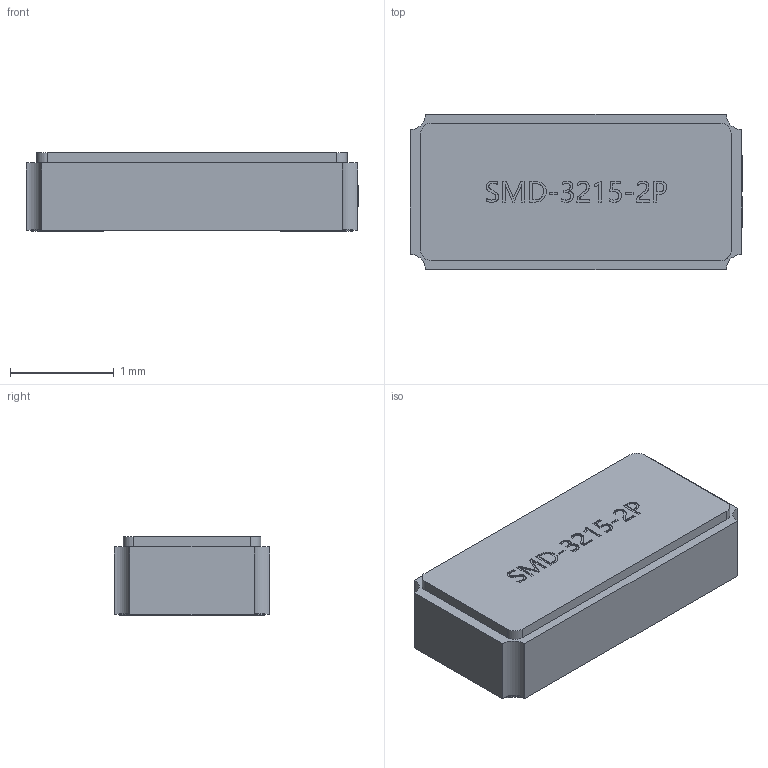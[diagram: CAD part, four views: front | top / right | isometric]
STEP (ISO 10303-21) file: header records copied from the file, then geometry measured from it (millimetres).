
FILE_DESCRIPTION (( 'STEP AP214' ), '1' );
FILE_NAME ('FC-135R_L3.2-W1.5.STEP', '2023-06-30T06:06:30', ( '' ), ( '' ), 'SwSTEP 2.0', 'SolidWorks 2019', '' );
FILE_SCHEMA (( 'AUTOMOTIVE_DESIGN' ));
Length unit declared in the file: millimetre
Products named in the file (4): FC-135R_L3.2-W1.5; COMPOUND_2; X1
Assembly tree (3 placements, depth 4):
  FC-135R_L3.2-W1.5
    X1
      FC-135R_L3.2-W1.5
        COMPOUND_2
Bounding box: 3.2 x 1.5 x 0.76 mm (x, y, z)
Volume: 3.5 mm3; surface area: 20.5 mm2
Topology: 16 solids, 16 shells, 462 faces, 1192 edges, 783 vertices
Faces by surface type: plane 275, bspline 175, cylinder 12
Entity records: 23223 total; most frequent: CARTESIAN_POINT 7987, ORIENTED_EDGE 2384, DIRECTION 1359, EDGE_CURVE 1192, VERTEX_POINT 783, LINE 723, VECTOR 723, EDGE_LOOP 495
